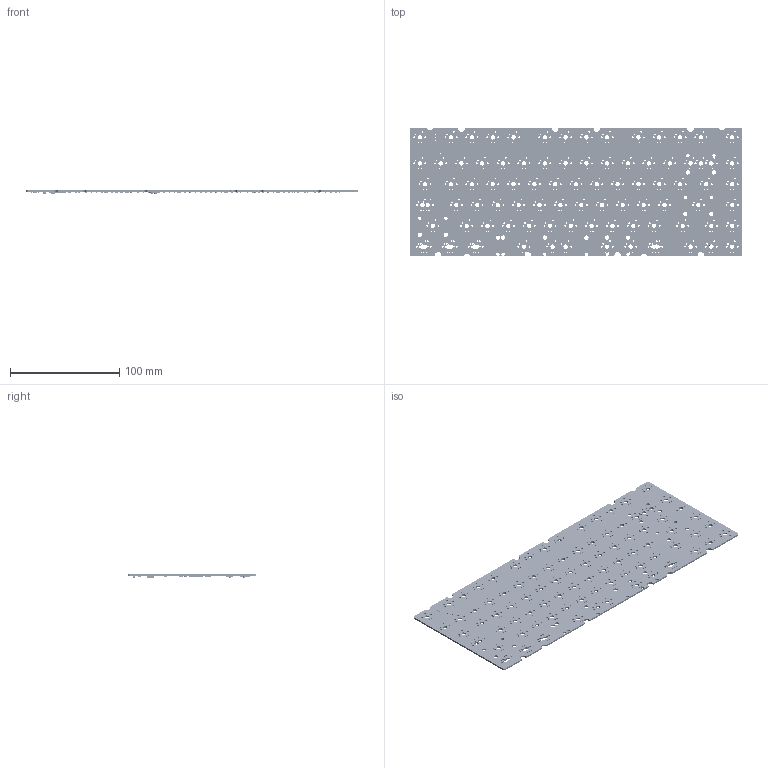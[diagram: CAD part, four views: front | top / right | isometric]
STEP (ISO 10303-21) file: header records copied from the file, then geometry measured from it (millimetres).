
FILE_DESCRIPTION(/* description */ (''),/* implementation_level */ '2;1');
FILE_NAME(/* name */ 'Bastion75-Solderable-v1.step.step',/* time_stamp */ '2023-07-13T10:44:48-04:00',/* author */ (''),/* organization */ (''),/* preprocessor_version */ 'ST-DEVELOPER v19.2',/* originating_system */ 'Autodesk Translation Framework v12.6.0.85',/* authorisation */ '');
FILE_SCHEMA (('AUTOMOTIVE_DESIGN { 1 0 10303 214 3 1 1 }'));
Products named in the file (26): (Unsaved); R_0603_1608Metric; SOLID (3); 781710004; SOLID (9); SW_SPST_TL3342; SOLID (11); WSON-8-1EP_2x2mm_P0.5mm_EP0.9x1.6mm; SOLID (5); Crystal_SMD_3225-4Pin_3.2x2.5mm; SOLID; C_0402_1005Metric; SOLID (2); QFN-56-1EP_7x7mm_P0.4mm_EP5.6x5.6mm; SOLID (10); C_0603_1608Metric; SOLID (1); SOT-23-5; SOLID (8); SOT-23; SOLID (7); D_SOD-123; SOLID (6); R_0402_1005Metric; SOLID (4); Bastion75-Solderable PCB
Assembly tree (219 placements, depth 3):
  (Unsaved)
    D_SOD-123  x85
      SOLID (6)
    C_0402_1005Metric  x16
      SOLID (2)
    R_0603_1608Metric  x2
      SOLID (3)
    781710004
      SOLID (9)
    SOT-23  x2
      SOLID (7)
    R_0402_1005Metric  x92
      SOLID (4)
    SW_SPST_TL3342  x2
      SOLID (11)
    WSON-8-1EP_2x2mm_P0.5mm_EP0.9x1.6mm
      SOLID (5)
    Crystal_SMD_3225-4Pin_3.2x2.5mm
      SOLID
    QFN-56-1EP_7x7mm_P0.4mm_EP5.6x5.6mm  x2
      SOLID (10)
    C_0603_1608Metric
      SOLID (1)
    SOT-23-5
      SOLID (8)
    Bastion75-Solderable PCB
Bounding box: 303.75 x 118.01 x 3.2 mm (x, y, z)
Volume: 54024.6 mm3; surface area: 76846.8 mm2
Topology: 207 solids, 209 shells, 11045 faces, 27795 edges, 17314 vertices
Faces by surface type: plane 8395, cylinder 2632, bspline 16, torus 2
Full cylindrical faces by diameter (mm): 0.25 x1, 0.35 x9, 0.4 x12, 0.5 x2, 1 x3, 1.04 x174, 1.47 x180, 1.75 x166, 2 x2, 3.048 x11, 3.988 x94
Entity records: 72695 total; most frequent: CARTESIAN_POINT 13768, DIRECTION 11902, ORIENTED_EDGE 11248, EDGE_CURVE 5624, AXIS2_PLACEMENT_3D 4079, LINE 3744, VECTOR 3744, VERTEX_POINT 3689
